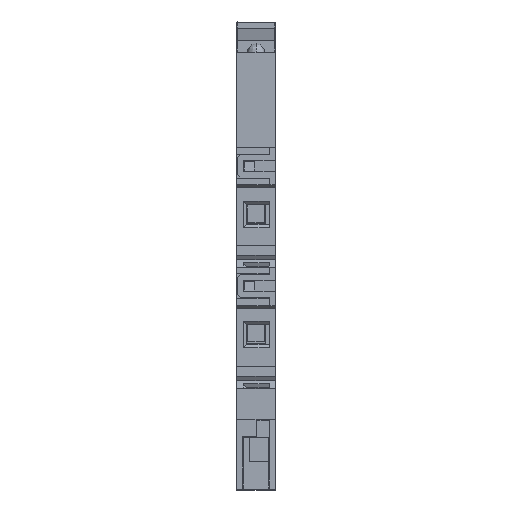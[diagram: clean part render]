
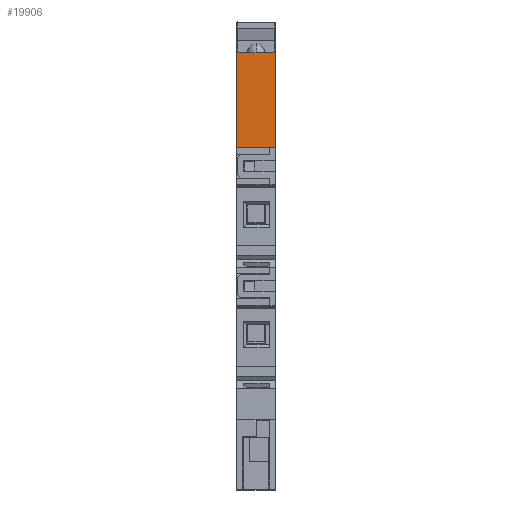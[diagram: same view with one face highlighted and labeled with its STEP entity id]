
A CAD part, top view. The second image highlights one B-rep face of the part: STEP entity #19906.
In plain terms, the highlighted planar face has unit normal (0, 0, -1).
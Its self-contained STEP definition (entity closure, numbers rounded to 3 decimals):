
#3 = CARTESIAN_POINT ( 'NONE',  ( 3.1, 51., 22. ) ) ;
#1186 = VERTEX_POINT ( 'NONE', #8009 ) ;
#1859 = CARTESIAN_POINT ( 'NONE',  ( 3.15, 71., 22. ) ) ;
#2017 = CARTESIAN_POINT ( 'NONE',  ( 3.15, 51., 22. ) ) ;
#2365 = VECTOR ( 'NONE', #30750, 1000. ) ;
#3084 = LINE ( 'NONE', #16245, #30864 ) ;
#3267 = LINE ( 'NONE', #8461, #9540 ) ;
#3822 = ORIENTED_EDGE ( 'NONE', *, *, #30744, .T. ) ;
#4073 = LINE ( 'NONE', #25323, #2365 ) ;
#5190 = PLANE ( 'NONE',  #19469 ) ;
#7826 = DIRECTION ( 'NONE',  ( -1., 0., 0. ) ) ;
#8009 = CARTESIAN_POINT ( 'NONE',  ( 3.05, 55.5, 22. ) ) ;
#8193 = CARTESIAN_POINT ( 'NONE',  ( 3.15, 51., 22. ) ) ;
#8376 = ORIENTED_EDGE ( 'NONE', *, *, #17494, .T. ) ;
#8456 = LINE ( 'NONE', #3, #21899 ) ;
#8461 = CARTESIAN_POINT ( 'NONE',  ( -3.15, 0., 22. ) ) ;
#8710 = VERTEX_POINT ( 'NONE', #2017 ) ;
#9540 = VECTOR ( 'NONE', #16528, 1000. ) ;
#10082 = LINE ( 'NONE', #8193, #24381 ) ;
#10754 = DIRECTION ( 'NONE',  ( 1., 0., 0. ) ) ;
#10887 = DIRECTION ( 'NONE',  ( 0., -1., 0. ) ) ;
#11646 = ORIENTED_EDGE ( 'NONE', *, *, #12748, .F. ) ;
#12713 = FACE_OUTER_BOUND ( 'NONE', #22297, .T. ) ;
#12748 = EDGE_CURVE ( 'NONE', #32440, #8710, #8456, .T. ) ;
#14281 = LINE ( 'NONE', #21496, #34872 ) ;
#15750 = CARTESIAN_POINT ( 'NONE',  ( -3.15, 71., 22. ) ) ;
#15921 = ORIENTED_EDGE ( 'NONE', *, *, #21689, .T. ) ;
#16179 = CARTESIAN_POINT ( 'NONE',  ( 3.05, 51., 22. ) ) ;
#16245 = CARTESIAN_POINT ( 'NONE',  ( 3.05, 61., 22. ) ) ;
#16528 = DIRECTION ( 'NONE',  ( 0., -1., 0. ) ) ;
#17494 = EDGE_CURVE ( 'NONE', #32440, #1186, #3084, .T. ) ;
#17978 = ORIENTED_EDGE ( 'NONE', *, *, #24517, .T. ) ;
#18003 = VERTEX_POINT ( 'NONE', #15750 ) ;
#18533 = CARTESIAN_POINT ( 'NONE',  ( 3.15, 51., 22. ) ) ;
#18890 = DIRECTION ( 'NONE',  ( -1., 0., 0. ) ) ;
#18974 = DIRECTION ( 'NONE',  ( 0., 1., 0. ) ) ;
#19469 = AXIS2_PLACEMENT_3D ( 'NONE', #18533, #23955, #7826 ) ;
#19906 = ADVANCED_FACE ( 'NONE', ( #12713 ), #5190, .T. ) ;
#21496 = CARTESIAN_POINT ( 'NONE',  ( 0., 55.5, 22. ) ) ;
#21689 = EDGE_CURVE ( 'NONE', #33291, #8710, #10082, .T. ) ;
#21899 = VECTOR ( 'NONE', #10754, 1000. ) ;
#22297 = EDGE_LOOP ( 'NONE', ( #3822, #28215, #17978, #15921, #11646, #8376 ) ) ;
#23955 = DIRECTION ( 'NONE',  ( 0., 0., -1. ) ) ;
#24381 = VECTOR ( 'NONE', #10887, 1000. ) ;
#24517 = EDGE_CURVE ( 'NONE', #18003, #33291, #4073, .T. ) ;
#25323 = CARTESIAN_POINT ( 'NONE',  ( 0., 71., 22. ) ) ;
#28215 = ORIENTED_EDGE ( 'NONE', *, *, #32497, .F. ) ;
#28881 = CARTESIAN_POINT ( 'NONE',  ( -3.15, 55.5, 22. ) ) ;
#29616 = VERTEX_POINT ( 'NONE', #28881 ) ;
#30744 = EDGE_CURVE ( 'NONE', #1186, #29616, #14281, .T. ) ;
#30750 = DIRECTION ( 'NONE',  ( 1., 0., 0. ) ) ;
#30864 = VECTOR ( 'NONE', #18974, 1000. ) ;
#32440 = VERTEX_POINT ( 'NONE', #16179 ) ;
#32497 = EDGE_CURVE ( 'NONE', #18003, #29616, #3267, .T. ) ;
#33291 = VERTEX_POINT ( 'NONE', #1859 ) ;
#34872 = VECTOR ( 'NONE', #18890, 1000. ) ;
